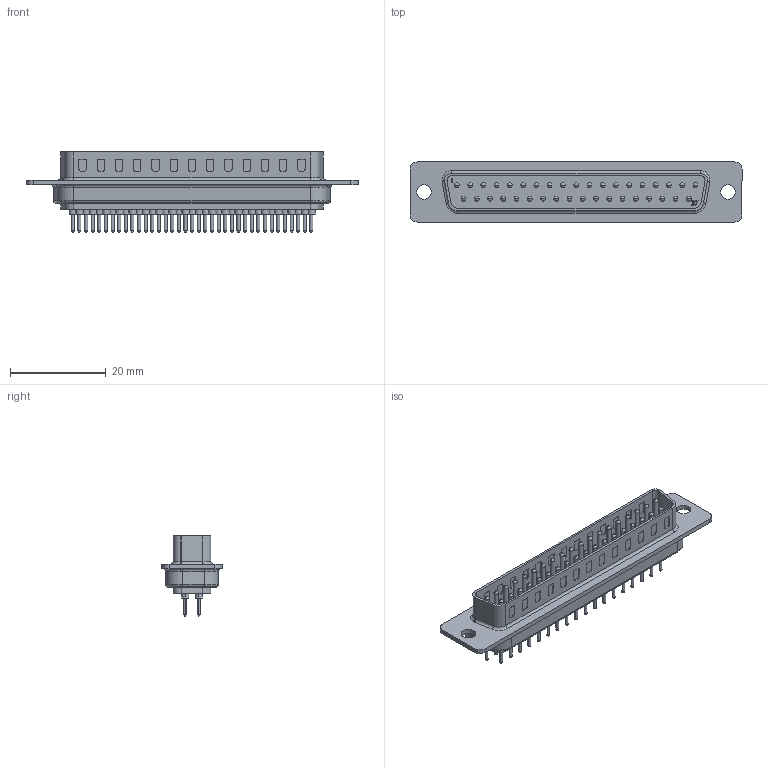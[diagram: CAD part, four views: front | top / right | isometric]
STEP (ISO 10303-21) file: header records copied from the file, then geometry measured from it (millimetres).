
FILE_DESCRIPTION (( 'STEP AP214' ), '1' );
FILE_NAME ('SD37P-PC.STEP', '2019-07-19T12:27:00', ( '' ), ( '' ), 'SwSTEP 2.0', 'SolidWorks 2018', '' );
FILE_SCHEMA (( 'AUTOMOTIVE_DESIGN' ));
Length unit declared in the file: inch
Products named in the file (1): SD37P-PC
Bounding box: 69.34 x 12.55 x 16.76 mm (x, y, z)
Volume: 4328.7 mm3; surface area: 5050.8 mm2
Topology: 1 solids, 1 shells, 893 faces, 2352 edges, 1483 vertices
Faces by surface type: cylinder 370, plane 341, sphere 148, torus 20, bspline 14
Entity records: 36783 total; most frequent: CARTESIAN_POINT 5067, DIRECTION 4703, ORIENTED_EDGE 4112, EDGE_CURVE 2056, AXIS2_PLACEMENT_3D 1795, VERTEX_POINT 1335, VECTOR 1113, LINE 1113
